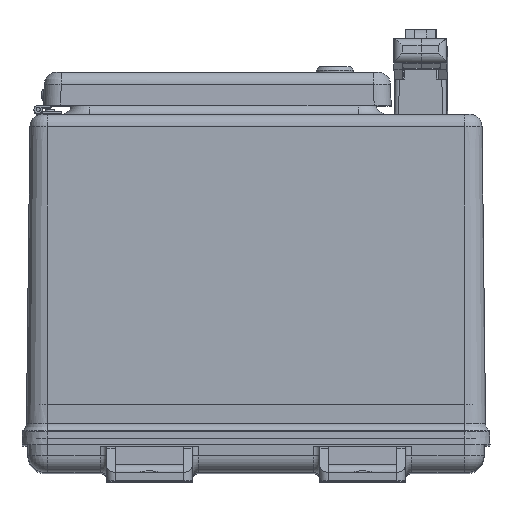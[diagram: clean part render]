
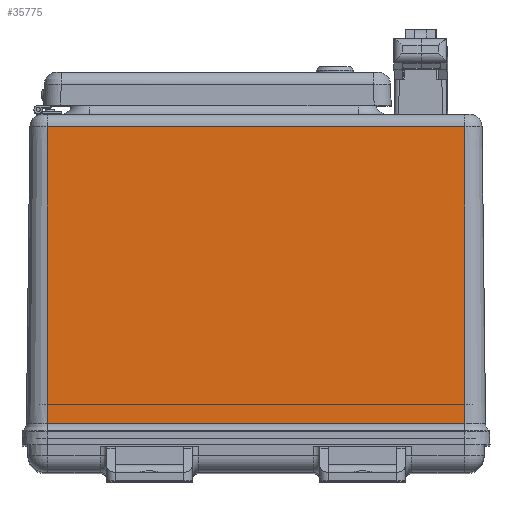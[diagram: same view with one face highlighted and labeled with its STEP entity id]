
A CAD part, top view. The second image highlights one B-rep face of the part: STEP entity #35775.
In plain terms, the highlighted planar face has unit normal (0, 0.012, 1).
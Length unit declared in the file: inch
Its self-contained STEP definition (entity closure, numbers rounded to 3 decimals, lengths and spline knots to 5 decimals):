
#1443 = CARTESIAN_POINT ( 'NONE',  ( -4.98968, -1.23625, 12.18472 ) ) ;
#4056 = CARTESIAN_POINT ( 'NONE',  ( -4.98968, -1.23625, 12.18472 ) ) ;
#4065 = CARTESIAN_POINT ( 'NONE',  ( -4.98968, -1.60683, 12.18908 ) ) ;
#5152 = CARTESIAN_POINT ( 'NONE',  ( -4.98968, -1.60683, 12.18908 ) ) ;
#13401 = VECTOR ( 'NONE', #46397, 39.37008 ) ;
#13558 = CARTESIAN_POINT ( 'NONE',  ( -4.98968, -10.30879, 12.2916 ) ) ;
#17418 = EDGE_CURVE ( 'NONE', #20490, #26824, #41706, .T. ) ;
#18168 = EDGE_LOOP ( 'NONE', ( #44287, #28991, #31654, #40051 ) ) ;
#19685 = VECTOR ( 'NONE', #54658, 39.37008 ) ;
#19948 = CARTESIAN_POINT ( 'NONE',  ( 7.25726, -1.60683, 12.18908 ) ) ;
#20490 = VERTEX_POINT ( 'NONE', #19948 ) ;
#21011 = PLANE ( 'NONE',  #48593 ) ;
#26824 = VERTEX_POINT ( 'NONE', #45504 ) ;
#28991 = ORIENTED_EDGE ( 'NONE', *, *, #39194, .T. ) ;
#31654 = ORIENTED_EDGE ( 'NONE', *, *, #50382, .T. ) ;
#31880 = LINE ( 'NONE', #1443, #13401 ) ;
#32537 = DIRECTION ( 'NONE',  ( 0., 0.012, 1. ) ) ;
#35775 = ADVANCED_FACE ( 'NONE', ( #72069 ), #21011, .T. ) ;
#38215 = DIRECTION ( 'NONE',  ( 0., -1., 0.012 ) ) ;
#39194 = EDGE_CURVE ( 'NONE', #50893, #67039, #31880, .T. ) ;
#40051 = ORIENTED_EDGE ( 'NONE', *, *, #17418, .F. ) ;
#41706 = LINE ( 'NONE', #43347, #19685 ) ;
#43347 = CARTESIAN_POINT ( 'NONE',  ( 7.25726, -1.23625, 12.18472 ) ) ;
#44287 = ORIENTED_EDGE ( 'NONE', *, *, #65119, .T. ) ;
#45504 = CARTESIAN_POINT ( 'NONE',  ( 7.25726, -10.30879, 12.2916 ) ) ;
#46124 = LINE ( 'NONE', #5152, #58417 ) ;
#46397 = DIRECTION ( 'NONE',  ( 0., -1., 0.012 ) ) ;
#48593 = AXIS2_PLACEMENT_3D ( 'NONE', #4056, #32537, #38215 ) ;
#48749 = CARTESIAN_POINT ( 'NONE',  ( -4.98968, -10.30879, 12.2916 ) ) ;
#50382 = EDGE_CURVE ( 'NONE', #67039, #26824, #64039, .T. ) ;
#50893 = VERTEX_POINT ( 'NONE', #4065 ) ;
#52656 = VECTOR ( 'NONE', #70817, 39.37008 ) ;
#54658 = DIRECTION ( 'NONE',  ( 0., -1., 0.012 ) ) ;
#58417 = VECTOR ( 'NONE', #61487, 39.37008 ) ;
#61487 = DIRECTION ( 'NONE',  ( -1., 0., 0. ) ) ;
#64039 = LINE ( 'NONE', #48749, #52656 ) ;
#65119 = EDGE_CURVE ( 'NONE', #20490, #50893, #46124, .T. ) ;
#67039 = VERTEX_POINT ( 'NONE', #13558 ) ;
#70817 = DIRECTION ( 'NONE',  ( 1., 0., 0. ) ) ;
#72069 = FACE_OUTER_BOUND ( 'NONE', #18168, .T. ) ;
